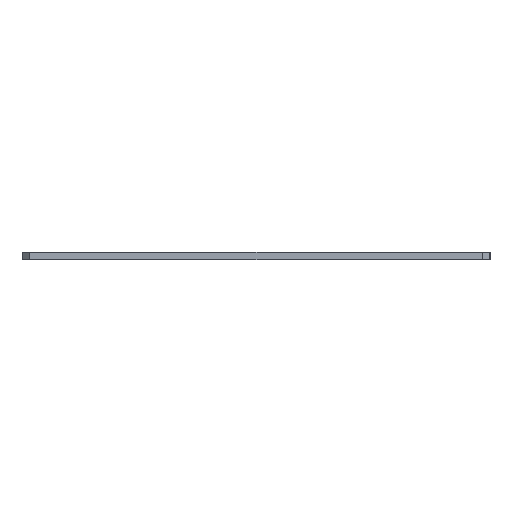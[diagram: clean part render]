
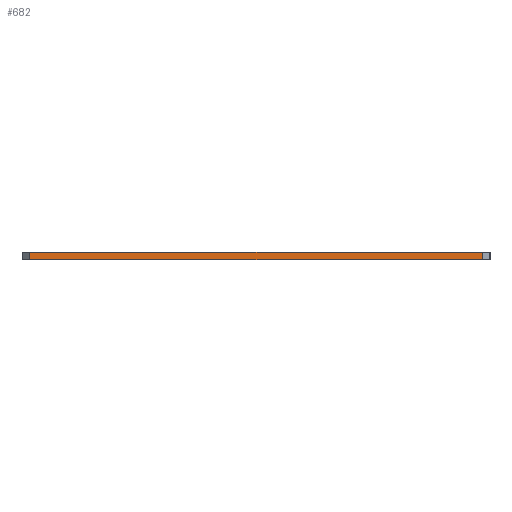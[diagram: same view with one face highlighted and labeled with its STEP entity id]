
A CAD part, front view. The second image highlights one B-rep face of the part: STEP entity #682.
In plain terms, the highlighted planar face has unit normal (0, -1, 0).
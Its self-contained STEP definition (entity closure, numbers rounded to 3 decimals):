
#67 = ORIENTED_EDGE ( 'NONE', *, *, #2941, .T. ) ;
#68 = CARTESIAN_POINT ( 'NONE',  ( 118., -160., 0. ) ) ;
#166 = LINE ( 'NONE', #1543, #1685 ) ;
#341 = DIRECTION ( 'NONE',  ( 0., 1., 0. ) ) ;
#495 = DIRECTION ( 'NONE',  ( -1., 0., 0. ) ) ;
#544 = EDGE_CURVE ( 'NONE', #1530, #812, #776, .T. ) ;
#548 = CARTESIAN_POINT ( 'NONE',  ( 0., -160., -2. ) ) ;
#597 = DIRECTION ( 'NONE',  ( 0., 0., 1. ) ) ;
#613 = ORIENTED_EDGE ( 'NONE', *, *, #544, .F. ) ;
#682 = ADVANCED_FACE ( 'NONE', ( #828 ), #2171, .F. ) ;
#724 = DIRECTION ( 'NONE',  ( 0., 0., 1. ) ) ;
#776 = LINE ( 'NONE', #3140, #2980 ) ;
#801 = EDGE_CURVE ( 'NONE', #1999, #2582, #1668, .T. ) ;
#812 = VERTEX_POINT ( 'NONE', #3065 ) ;
#828 = FACE_OUTER_BOUND ( 'NONE', #1467, .T. ) ;
#848 = VECTOR ( 'NONE', #1952, 1000. ) ;
#947 = ORIENTED_EDGE ( 'NONE', *, *, #801, .T. ) ;
#1087 = VECTOR ( 'NONE', #3204, 1000. ) ;
#1159 = CARTESIAN_POINT ( 'NONE',  ( 0., -160., 0. ) ) ;
#1341 = CARTESIAN_POINT ( 'NONE',  ( 2., -160., 0. ) ) ;
#1467 = EDGE_LOOP ( 'NONE', ( #613, #67, #947, #2791 ) ) ;
#1530 = VERTEX_POINT ( 'NONE', #3032 ) ;
#1543 = CARTESIAN_POINT ( 'NONE',  ( 118., -160., -2. ) ) ;
#1668 = LINE ( 'NONE', #1159, #848 ) ;
#1685 = VECTOR ( 'NONE', #724, 1000. ) ;
#1723 = EDGE_CURVE ( 'NONE', #2582, #812, #2672, .T. ) ;
#1952 = DIRECTION ( 'NONE',  ( -1., 0., 0. ) ) ;
#1999 = VERTEX_POINT ( 'NONE', #68 ) ;
#2171 = PLANE ( 'NONE',  #2760 ) ;
#2432 = CARTESIAN_POINT ( 'NONE',  ( 2., -160., -2. ) ) ;
#2582 = VERTEX_POINT ( 'NONE', #1341 ) ;
#2672 = LINE ( 'NONE', #2432, #1087 ) ;
#2760 = AXIS2_PLACEMENT_3D ( 'NONE', #548, #341, #597 ) ;
#2791 = ORIENTED_EDGE ( 'NONE', *, *, #1723, .T. ) ;
#2941 = EDGE_CURVE ( 'NONE', #1530, #1999, #166, .T. ) ;
#2980 = VECTOR ( 'NONE', #495, 1000. ) ;
#3032 = CARTESIAN_POINT ( 'NONE',  ( 118., -160., -2. ) ) ;
#3065 = CARTESIAN_POINT ( 'NONE',  ( 2., -160., -2. ) ) ;
#3140 = CARTESIAN_POINT ( 'NONE',  ( 0., -160., -2. ) ) ;
#3204 = DIRECTION ( 'NONE',  ( 0., 0., -1. ) ) ;
